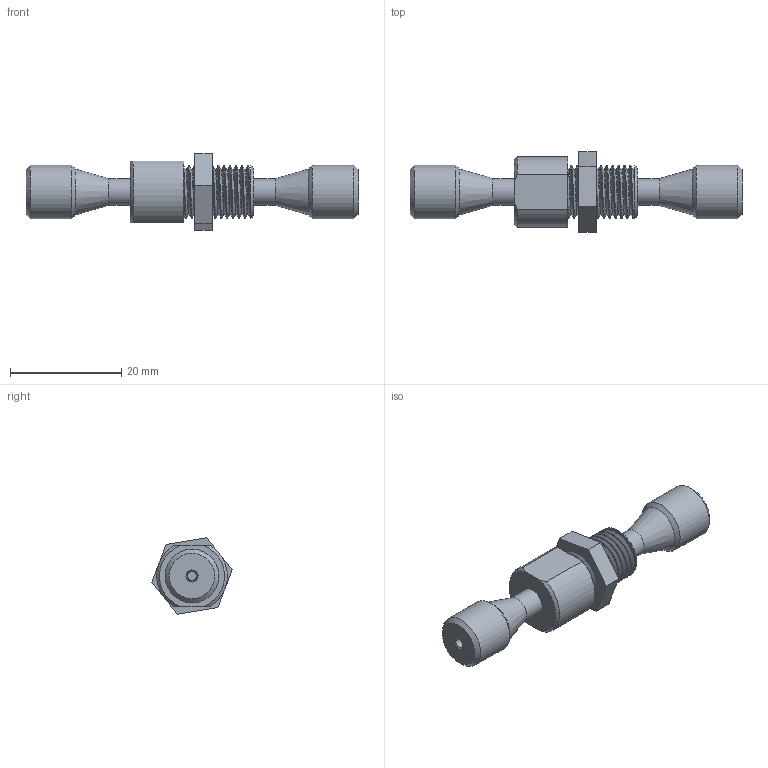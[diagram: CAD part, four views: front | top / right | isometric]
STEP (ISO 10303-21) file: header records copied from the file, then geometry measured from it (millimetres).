
FILE_DESCRIPTION((''),'2;1');
FILE_NAME('305253-ZBU1FPK Bulkhead internal union.stp','2013-08-21T11:23:26',('Franzp'),(''),'Autodesk Inventor 2013','Autodesk Inventor 2013','');
FILE_SCHEMA(('AUTOMOTIVE_DESIGN { 1 0 10303 214 1 1 1 1 }'));
Length unit declared in the file: millimetre
Products named in the file (3): 3152a53; 315253; 313115
Assembly tree (2 placements, depth 2):
  3152a53
    315253
    313115
Bounding box: 59.57 x 14.47 x 13.71 mm (x, y, z)
Volume: 260.6 mm3; surface area: 3532.5 mm2
Topology: 1 solids, 8 shells, 47 faces, 108 edges, 70 vertices
Faces by surface type: plane 19, cone 13, cylinder 11, bspline 4
Full cylindrical faces by diameter (mm): 1.77 x2, 4.826 x2, 7.956 x2, 8.382 x1, 9.652 x2
Entity records: 4155 total; most frequent: CARTESIAN_POINT 3066, DIRECTION 200, ORIENTED_EDGE 150, AXIS2_PLACEMENT_3D 87, EDGE_CURVE 85, EDGE_LOOP 76, VERTEX_POINT 67, FACE_OUTER_BOUND 47
